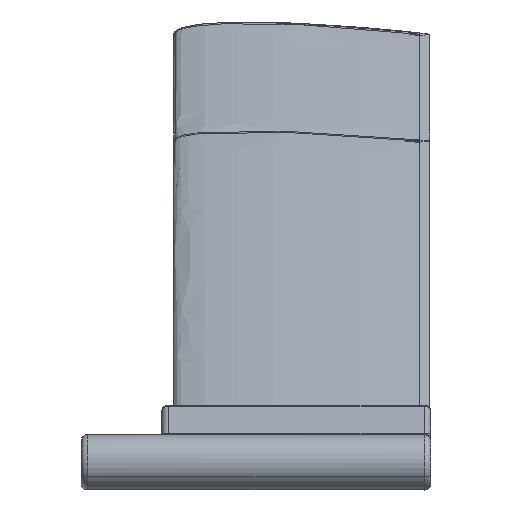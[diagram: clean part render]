
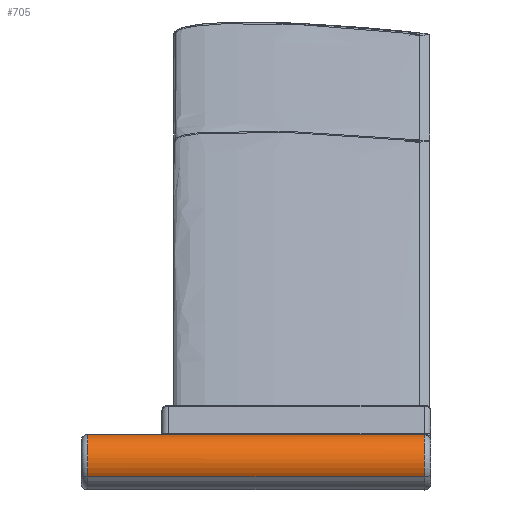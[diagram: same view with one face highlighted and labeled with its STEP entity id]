
A CAD part, left-side view. The second image highlights one B-rep face of the part: STEP entity #705.
In plain terms, the highlighted cylindrical face has radius 20.637 mm (diameter 41.275 mm), a partial arc.
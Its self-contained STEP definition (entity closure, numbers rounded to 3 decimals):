
#113=CARTESIAN_POINT('Vertex',(-20.638,-65.,0.)) ;
#120=CARTESIAN_POINT('Vertex',(20.638,-65.,0.)) ;
#140=CARTESIAN_POINT('Axis2P3D Location',(0.,-65.,0.)) ;
#152=CARTESIAN_POINT('Axis2P3D Location',(0.,60.25,0.)) ;
#163=CARTESIAN_POINT('Vertex',(-20.638,185.5,0.)) ;
#166=CARTESIAN_POINT('Line Origine',(-20.638,60.25,0.)) ;
#171=CARTESIAN_POINT('Line Origine',(20.638,60.25,0.)) ;
#175=CARTESIAN_POINT('Vertex',(20.638,-15.,0.)) ;
#473=CARTESIAN_POINT('Axis2P3D Location',(0.,-15.,0.)) ;
#477=CARTESIAN_POINT('Vertex',(19.003,-15.,-8.05)) ;
#665=CARTESIAN_POINT('Line Origine',(12.912,60.25,-16.099)) ;
#669=CARTESIAN_POINT('Vertex',(12.912,-5.,-16.099)) ;
#671=CARTESIAN_POINT('Vertex',(12.912,185.5,-16.099)) ;
#675=CARTESIAN_POINT('Control Point',(12.912,-5.,-16.099)) ;
#676=CARTESIAN_POINT('Control Point',(12.912,-5.558,-16.099)) ;
#677=CARTESIAN_POINT('Control Point',(12.951,-6.115,-16.068)) ;
#678=CARTESIAN_POINT('Control Point',(13.029,-6.662,-16.006)) ;
#679=CARTESIAN_POINT('Control Point',(13.292,-7.924,-15.79)) ;
#680=CARTESIAN_POINT('Control Point',(13.704,-9.069,-15.436)) ;
#681=CARTESIAN_POINT('Control Point',(13.979,-9.691,-15.19)) ;
#682=CARTESIAN_POINT('Control Point',(14.657,-11.022,-14.55)) ;
#683=CARTESIAN_POINT('Control Point',(15.419,-12.149,-13.74)) ;
#684=CARTESIAN_POINT('Control Point',(15.86,-12.723,-13.232)) ;
#685=CARTESIAN_POINT('Control Point',(16.798,-13.797,-12.055)) ;
#686=CARTESIAN_POINT('Control Point',(17.716,-14.547,-10.643)) ;
#687=CARTESIAN_POINT('Control Point',(18.183,-14.84,-9.834)) ;
#688=CARTESIAN_POINT('Control Point',(18.617,-15.,-8.961)) ;
#689=CARTESIAN_POINT('Control Point',(19.003,-15.,-8.05)) ;
#691=CARTESIAN_POINT('Axis2P3D Location',(0.,185.5,0.)) ;
#141=DIRECTION('Axis2P3D Direction',(-0.,1.,0.)) ;
#153=DIRECTION('Axis2P3D Direction',(0.,1.,0.)) ;
#154=DIRECTION('Axis2P3D XDirection',(-1.,0.,0.)) ;
#167=DIRECTION('Vector Direction',(0.,1.,0.)) ;
#172=DIRECTION('Vector Direction',(0.,1.,0.)) ;
#474=DIRECTION('Axis2P3D Direction',(0.,1.,-0.)) ;
#666=DIRECTION('Vector Direction',(0.,1.,0.)) ;
#692=DIRECTION('Axis2P3D Direction',(0.,1.,0.)) ;
#142=AXIS2_PLACEMENT_3D('Circle Axis2P3D',#140,#141,$) ;
#155=AXIS2_PLACEMENT_3D('Cylinder Axis2P3D',#152,#153,#154) ;
#475=AXIS2_PLACEMENT_3D('Circle Axis2P3D',#473,#474,$) ;
#693=AXIS2_PLACEMENT_3D('Circle Axis2P3D',#691,#692,$) ;
#697=ORIENTED_EDGE('',*,*,#673,.F.) ;
#698=ORIENTED_EDGE('',*,*,#690,.F.) ;
#699=ORIENTED_EDGE('',*,*,#479,.F.) ;
#700=ORIENTED_EDGE('',*,*,#177,.F.) ;
#701=ORIENTED_EDGE('',*,*,#144,.T.) ;
#702=ORIENTED_EDGE('',*,*,#170,.T.) ;
#703=ORIENTED_EDGE('',*,*,#695,.T.) ;
#168=VECTOR('Line Direction',#167,1.) ;
#173=VECTOR('Line Direction',#172,1.) ;
#667=VECTOR('Line Direction',#666,1.) ;
#705=ADVANCED_FACE('GeometryFromExcel',(#704),#156,.T.) ;
#674=B_SPLINE_CURVE_WITH_KNOTS('',5,(#675,#676,#677,#678,#679,#680,#681,#682,#683,#684,#685,#686,#687,#688,#689),.UNSPECIFIED.,.F.,.U.,(6,3,3,3,6),(27.354,30.471,34.791,40.389,46.571),.UNSPECIFIED.) ;
#143=CIRCLE('generated circle',#142,20.638) ;
#476=CIRCLE('generated circle',#475,20.638) ;
#694=CIRCLE('generated circle',#693,20.638) ;
#156=CYLINDRICAL_SURFACE('generated cylinder',#155,20.638) ;
#144=EDGE_CURVE('',#121,#114,#143,.T.) ;
#170=EDGE_CURVE('',#114,#164,#169,.T.) ;
#177=EDGE_CURVE('',#121,#176,#174,.T.) ;
#479=EDGE_CURVE('',#176,#478,#476,.T.) ;
#673=EDGE_CURVE('',#670,#672,#668,.T.) ;
#690=EDGE_CURVE('',#478,#670,#674,.F.) ;
#695=EDGE_CURVE('',#164,#672,#694,.F.) ;
#696=EDGE_LOOP('',(#697,#698,#699,#700,#701,#702,#703)) ;
#704=FACE_OUTER_BOUND('',#696,.T.) ;
#169=LINE('Line',#166,#168) ;
#174=LINE('Line',#171,#173) ;
#668=LINE('Line',#665,#667) ;
#114=VERTEX_POINT('',#113) ;
#121=VERTEX_POINT('',#120) ;
#164=VERTEX_POINT('',#163) ;
#176=VERTEX_POINT('',#175) ;
#478=VERTEX_POINT('',#477) ;
#670=VERTEX_POINT('',#669) ;
#672=VERTEX_POINT('',#671) ;
